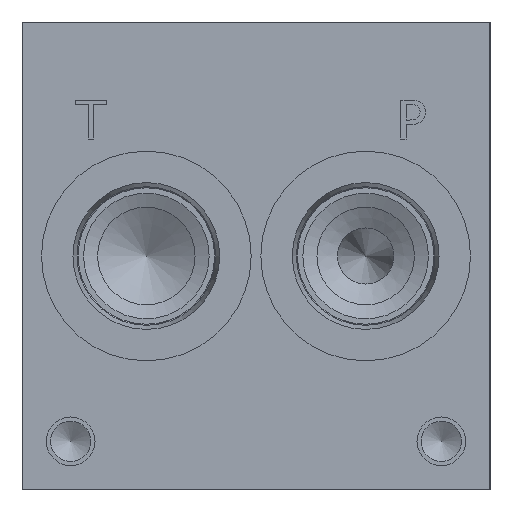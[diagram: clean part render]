
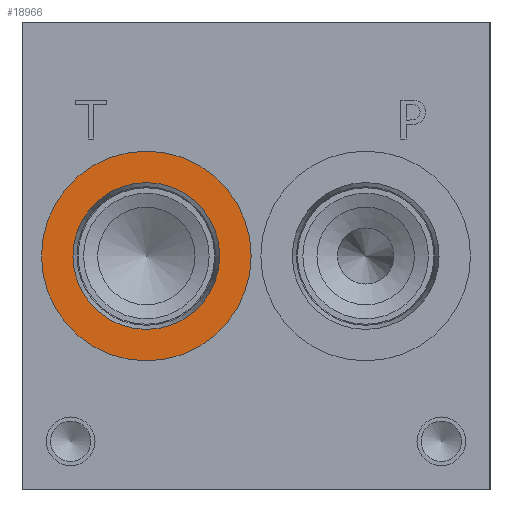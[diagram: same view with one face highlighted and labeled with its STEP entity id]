
A CAD part, left-side view. The second image highlights one B-rep face of the part: STEP entity #18966.
In plain terms, the highlighted planar face has unit normal (-1, 0, 0).
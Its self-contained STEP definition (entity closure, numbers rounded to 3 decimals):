
#415=CIRCLE('',#19880,17.069);
#416=CIRCLE('',#19881,17.069);
#417=CIRCLE('',#19883,11.951);
#418=CIRCLE('',#19884,11.951);
#1054=FACE_BOUND('',#3600,.T.);
#2493=FACE_OUTER_BOUND('',#3599,.T.);
#3599=EDGE_LOOP('',(#15490,#15491));
#3600=EDGE_LOOP('',(#15492,#15493));
#8515=VERTEX_POINT('',#31861);
#8516=VERTEX_POINT('',#31863);
#8517=VERTEX_POINT('',#31867);
#8518=VERTEX_POINT('',#31868);
#10997=EDGE_CURVE('',#8515,#8516,#415,.T.);
#10998=EDGE_CURVE('',#8516,#8515,#416,.T.);
#10999=EDGE_CURVE('',#8517,#8518,#417,.T.);
#11000=EDGE_CURVE('',#8518,#8517,#418,.T.);
#15490=ORIENTED_EDGE('',*,*,#10998,.F.);
#15491=ORIENTED_EDGE('',*,*,#10997,.F.);
#15492=ORIENTED_EDGE('',*,*,#10999,.T.);
#15493=ORIENTED_EDGE('',*,*,#11000,.T.);
#17611=PLANE('',#19882);
#18966=ADVANCED_FACE('',(#2493,#1054),#17611,.F.);
#19880=AXIS2_PLACEMENT_3D('',#31864,#23222,#23223);
#19881=AXIS2_PLACEMENT_3D('',#31865,#23224,#23225);
#19882=AXIS2_PLACEMENT_3D('',#31866,#23226,#23227);
#19883=AXIS2_PLACEMENT_3D('',#31869,#23228,#23229);
#19884=AXIS2_PLACEMENT_3D('',#31870,#23230,#23231);
#23222=DIRECTION('center_axis',(1.,0.,0.));
#23223=DIRECTION('ref_axis',(0.,0.,-1.));
#23224=DIRECTION('center_axis',(1.,0.,0.));
#23225=DIRECTION('ref_axis',(0.,0.,-1.));
#23226=DIRECTION('center_axis',(1.,0.,0.));
#23227=DIRECTION('ref_axis',(0.,0.,-1.));
#23228=DIRECTION('center_axis',(1.,0.,0.));
#23229=DIRECTION('ref_axis',(0.,0.,-1.));
#23230=DIRECTION('center_axis',(1.,0.,0.));
#23231=DIRECTION('ref_axis',(0.,0.,-1.));
#31861=CARTESIAN_POINT('',(0.787,55.956,21.031));
#31863=CARTESIAN_POINT('',(0.787,55.956,55.169));
#31864=CARTESIAN_POINT('Origin',(0.787,55.956,38.1));
#31865=CARTESIAN_POINT('Origin',(0.787,55.956,38.1));
#31866=CARTESIAN_POINT('Origin',(0.787,55.956,50.051));
#31867=CARTESIAN_POINT('',(0.787,55.956,50.051));
#31868=CARTESIAN_POINT('',(0.787,55.956,26.149));
#31869=CARTESIAN_POINT('Origin',(0.787,55.956,38.1));
#31870=CARTESIAN_POINT('Origin',(0.787,55.956,38.1));
